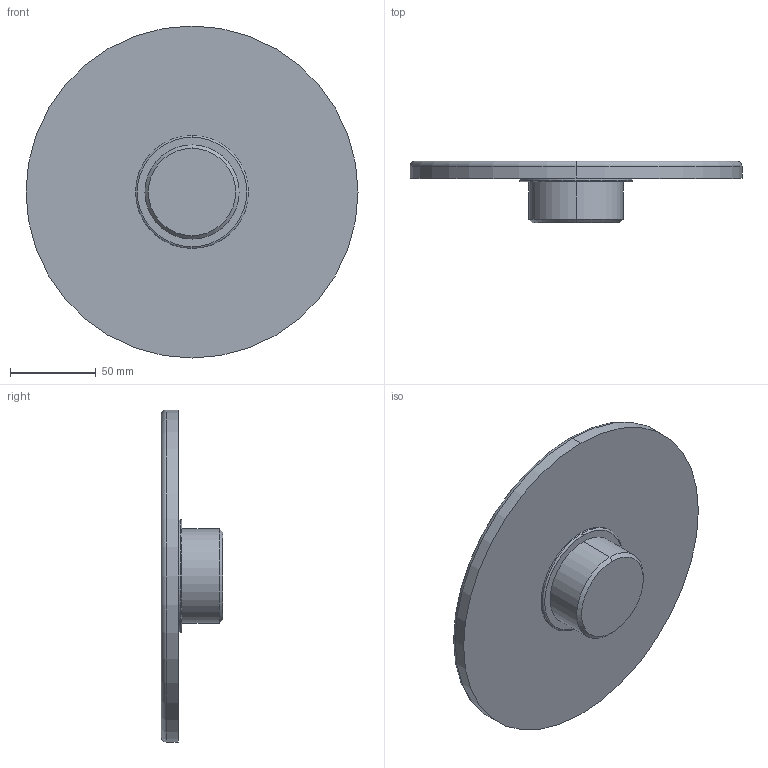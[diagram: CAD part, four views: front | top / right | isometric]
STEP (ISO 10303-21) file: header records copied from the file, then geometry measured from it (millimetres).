
FILE_DESCRIPTION (( 'STEP AP203' ), '1' );
FILE_NAME ('Pack and go 8-II( Updated Final Assembly File)Base Rotator_old_Default_sldprt.STEP', '2025-02-18T11:26:51', ( '' ), ( '' ), 'SwSTEP 2.0', 'SolidWorks 2024', '' );
FILE_SCHEMA (( 'CONFIG_CONTROL_DESIGN' ));
Length unit declared in the file: millimetre
Products named in the file (1): Pack and go 8-II( Updated Final Assembly File)Base Rotator_old_Default_sldprt
Bounding box: 194 x 36 x 194 mm (x, y, z)
Volume: 349262 mm3; surface area: 69925.7 mm2
Topology: 1 solids, 1 shells, 33 faces, 66 edges, 42 vertices
Faces by surface type: cylinder 14, plane 13, torus 4, cone 2
Entity records: 947 total; most frequent: DIRECTION 172, CARTESIAN_POINT 142, ORIENTED_EDGE 132, AXIS2_PLACEMENT_3D 72, EDGE_CURVE 66, VERTEX_POINT 42, EDGE_LOOP 40, CIRCLE 38
